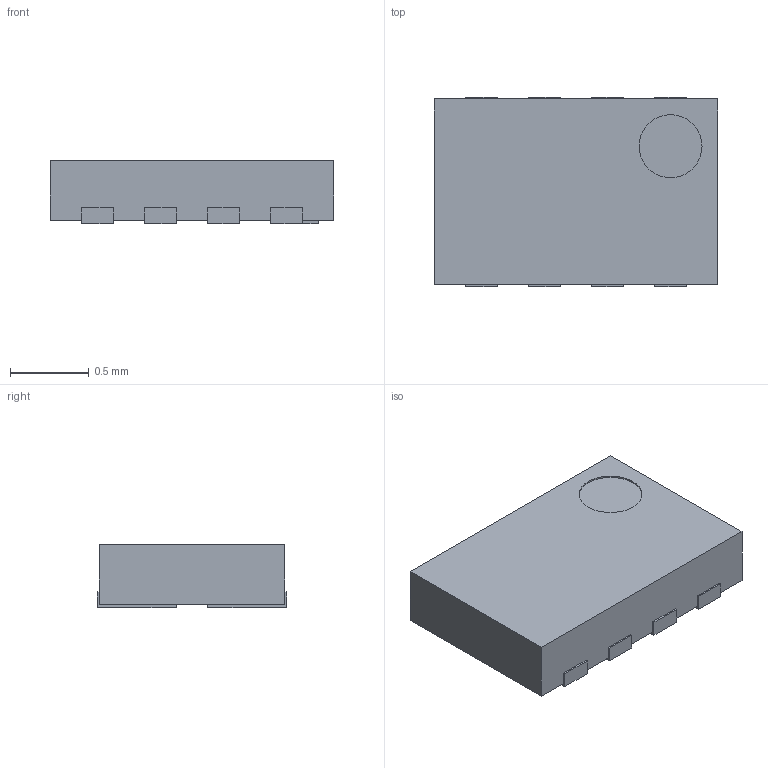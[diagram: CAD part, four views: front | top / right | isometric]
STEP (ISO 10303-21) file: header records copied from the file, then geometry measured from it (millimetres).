
FILE_DESCRIPTION(('STEP AP242'),'1');
FILE_NAME('X2SON-8 vergleichbar mit TXB0302DQMR.stp','2020-07-23T16:08:19',(' '),(' '),'Spatial InterOp 3D',' ',' ');
FILE_SCHEMA(('AP242_MANAGED_MODEL_BASED_3D_ENGINEERING_MIM_LF {1 0 10303 442 1 1 4}'));
Length unit declared in the file: metre
Products named in the file (1): Volumenkörper
Bounding box: 1.8 x 1.2 x 0.4 mm (x, y, z)
Volume: 0.8 mm3; surface area: 6.8 mm2
Topology: 1 solids, 1 shells, 59 faces, 168 edges, 112 vertices
Faces by surface type: plane 57, cylinder 2
Entity records: 2383 total; most frequent: CARTESIAN_POINT 340, ORIENTED_EDGE 336, DIRECTION 292, EDGE_CURVE 168, LINE 164, VECTOR 164, VERTEX_POINT 112, AXIS2_PLACEMENT_3D 64
